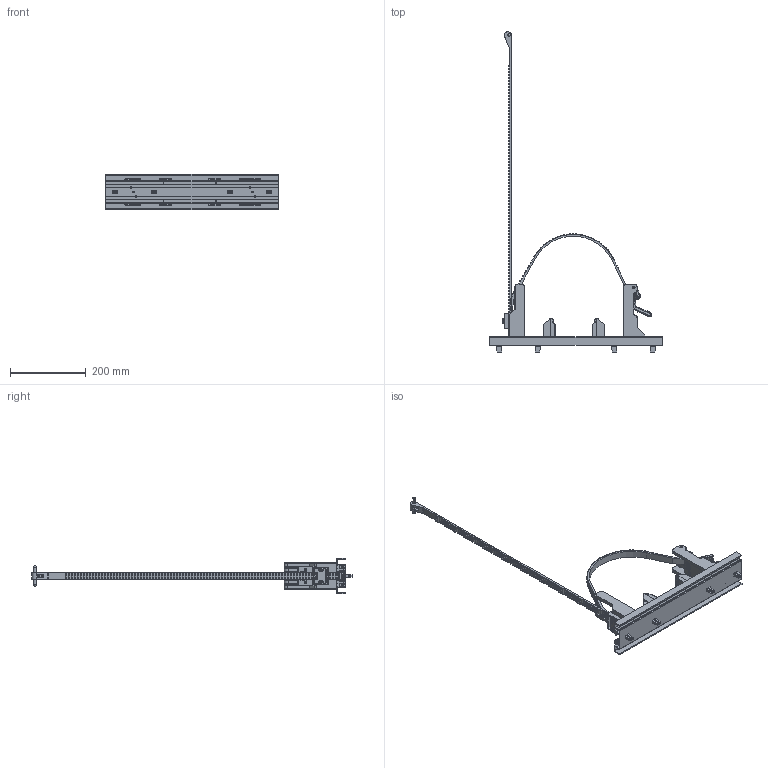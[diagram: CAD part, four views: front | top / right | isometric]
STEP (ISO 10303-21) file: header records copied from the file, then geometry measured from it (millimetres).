
FILE_DESCRIPTION (( 'STEP AP203' ), '1' );
FILE_NAME ('LE K5020L 3D Model.STEP', '2021-02-16T19:23:21', ( '' ), ( '' ), 'SwSTEP 2.0', 'SolidWorks 2019', '' );
FILE_SCHEMA (( 'CONFIG_CONTROL_DESIGN' ));
Length unit declared in the file: inch
Products named in the file (20): 1020-901.RA; 3017_HFBOLT 0.25-20x1.25x0.75-C; 7050B-18; 7003_K5020L; 1020-203.RB; 2046; 2104; 1020-205-1; 2104-202_collapsed; 2049; 2104-201_collapsed; 1020-204; 1020-205-1 (phnatom cut); 1020-201; 7016; LE K5020L 3D Model; 1020-401; 1020-206-B; 1020-202
Assembly tree (39 placements, depth 3):
  LE K5020L 3D Model
    1020-901.RA
      1020-204
      1020-203.RB
      1020-401  x2
    1020-201
    1020-202
    1020-205-1
    1020-206-B  x2
    3017_HFBOLT 0.25-20x1.25x0.75-C  x4
    2046  x4
    7016  x4
    7050B-18
    1020-205-1 (phnatom cut)
    7003_K5020L
      2049  x4
      7016  x4
    2104
      2104-202_collapsed
      2104-201_collapsed
    2104
      2104-202_collapsed
      2104-201_collapsed
Bounding box: 457.2 x 848.77 x 95.25 mm (x, y, z)
Volume: 882611.3 mm3; surface area: 453781.9 mm2
Topology: 47 solids, 47 shells, 4368 faces, 10921 edges, 6742 vertices
Faces by surface type: plane 1561, cone 1043, cylinder 923, bspline 643, torus 130, sphere 68
Entity records: 97062 total; most frequent: CARTESIAN_POINT 37825, ORIENTED_EDGE 12390, DIRECTION 10928, EDGE_CURVE 6195, VERTEX_POINT 3904, AXIS2_PLACEMENT_3D 3700, VECTOR 3528, LINE 3528
